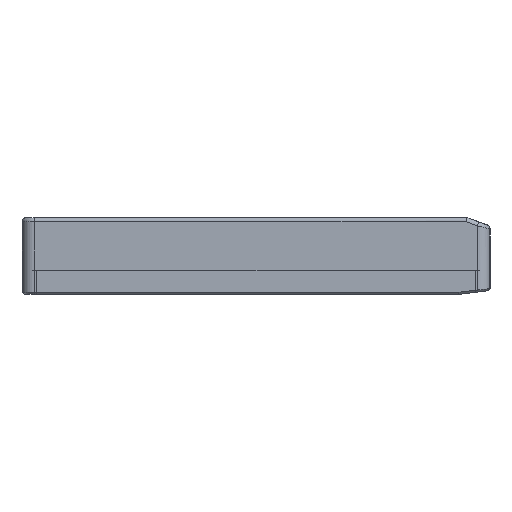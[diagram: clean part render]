
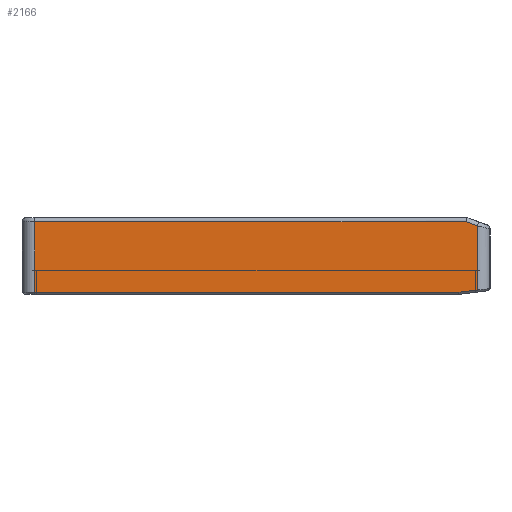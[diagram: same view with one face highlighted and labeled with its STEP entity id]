
A CAD part, left-side view. The second image highlights one B-rep face of the part: STEP entity #2166.
In plain terms, the highlighted planar face has unit normal (-1, 0, 0).
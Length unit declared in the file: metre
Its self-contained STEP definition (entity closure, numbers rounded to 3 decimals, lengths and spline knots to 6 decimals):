
#458=ORIENTED_EDGE('',*,*,#1035,.T.);
#459=ORIENTED_EDGE('',*,*,#1036,.T.);
#460=ORIENTED_EDGE('',*,*,#1037,.T.);
#461=ORIENTED_EDGE('',*,*,#1038,.T.);
#462=ORIENTED_EDGE('',*,*,#1039,.T.);
#463=ORIENTED_EDGE('',*,*,#1040,.T.);
#1035=EDGE_CURVE('',#1313,#1314,#1468,.T.);
#1036=EDGE_CURVE('',#1314,#1315,#1469,.T.);
#1037=EDGE_CURVE('',#1315,#1316,#1470,.T.);
#1038=EDGE_CURVE('',#1316,#1317,#1471,.F.);
#1039=EDGE_CURVE('',#1317,#1318,#1472,.F.);
#1040=EDGE_CURVE('',#1318,#1313,#1473,.F.);
#1313=VERTEX_POINT('',#3644);
#1314=VERTEX_POINT('',#3645);
#1315=VERTEX_POINT('',#3647);
#1316=VERTEX_POINT('',#3649);
#1317=VERTEX_POINT('',#3651);
#1318=VERTEX_POINT('',#3653);
#1468=LINE('',#3643,#1623);
#1469=LINE('',#3646,#1624);
#1470=LINE('',#3648,#1625);
#1471=LINE('',#3650,#1626);
#1472=LINE('',#3652,#1627);
#1473=LINE('',#3654,#1628);
#1623=VECTOR('',#2877,1.);
#1624=VECTOR('',#2878,1.);
#1625=VECTOR('',#2879,1.);
#1626=VECTOR('',#2880,1.);
#1627=VECTOR('',#2881,1.);
#1628=VECTOR('',#2882,1.);
#1733=EDGE_LOOP('',(#458,#459,#460,#461,#462,#463));
#1924=FACE_BOUND('',#1733,.T.);
#2102=PLANE('',#2405);
#2166=ADVANCED_FACE('',(#1924),#2102,.F.);
#2405=AXIS2_PLACEMENT_3D('',#3642,#2875,#2876);
#2875=DIRECTION('',(1.,0.,0.));
#2876=DIRECTION('',(0.,1.,0.));
#2877=DIRECTION('',(0.,0.,-1.));
#2878=DIRECTION('',(0.,-1.,0.));
#2879=DIRECTION('',(0.,-0.993,0.122));
#2880=DIRECTION('',(0.,0.,-1.));
#2881=DIRECTION('',(0.,-0.94,-0.342));
#2882=DIRECTION('',(0.,-1.,0.));
#3642=CARTESIAN_POINT('',(-0.058725,-0.0394,-0.00915));
#3643=CARTESIAN_POINT('',(-0.058725,0.013325,-0.0183));
#3644=CARTESIAN_POINT('',(-0.058725,0.013325,-0.001));
#3645=CARTESIAN_POINT('',(-0.058725,0.013325,-0.0178));
#3646=CARTESIAN_POINT('',(-0.058725,-0.0394,-0.0178));
#3647=CARTESIAN_POINT('',(-0.058725,-0.087494,-0.0178));
#3648=CARTESIAN_POINT('',(-0.058725,-0.041161,-0.023489));
#3649=CARTESIAN_POINT('',(-0.058725,-0.092125,-0.017231));
#3650=CARTESIAN_POINT('',(-0.058725,-0.092125,-0.00915));
#3651=CARTESIAN_POINT('',(-0.058725,-0.092125,-0.001974));
#3652=CARTESIAN_POINT('',(-0.058725,-0.047874,0.014132));
#3653=CARTESIAN_POINT('',(-0.058725,-0.089449,-0.001));
#3654=CARTESIAN_POINT('',(-0.058725,-0.0394,-0.001));
